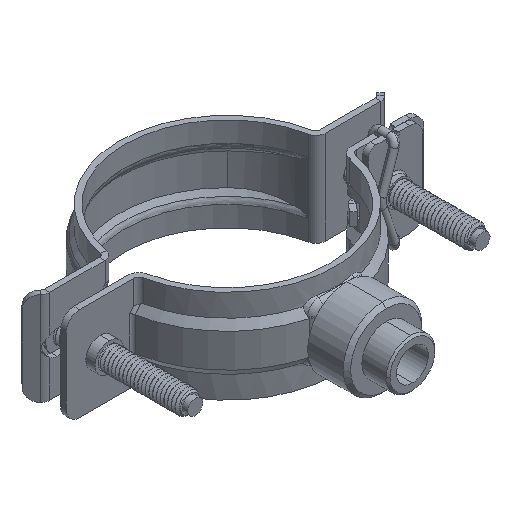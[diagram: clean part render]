
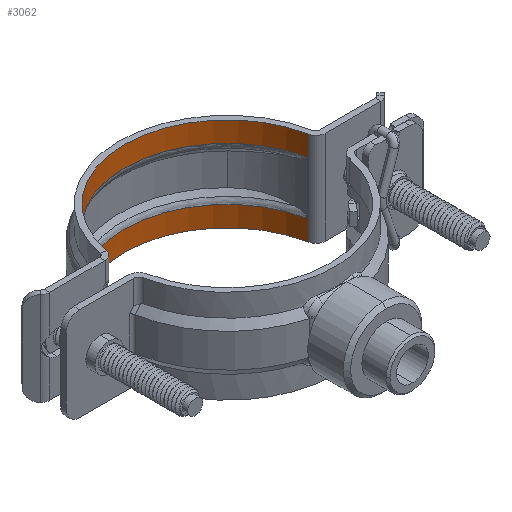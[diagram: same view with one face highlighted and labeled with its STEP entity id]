
A CAD part, isometric view. The second image highlights one B-rep face of the part: STEP entity #3062.
In plain terms, the highlighted cylindrical face has radius 27.5 mm (diameter 55 mm), a partial arc.
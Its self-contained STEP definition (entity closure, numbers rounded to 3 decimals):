
#261 = EDGE_CURVE ( 'NONE', #29624, #4625, #30404, .T. ) ;
#490 = DIRECTION ( 'NONE',  ( 0., 0., -1. ) ) ;
#1590 = CARTESIAN_POINT ( 'NONE',  ( 0., 0., -7.083 ) ) ;
#2700 = EDGE_CURVE ( 'NONE', #29624, #17898, #19466, .T. ) ;
#2850 = CARTESIAN_POINT ( 'NONE',  ( 26.944, 5.5, 0. ) ) ;
#2897 = CARTESIAN_POINT ( 'NONE',  ( -26.99, 5.271, -12.5 ) ) ;
#3062 = ADVANCED_FACE ( 'NONE', ( #8315 ), #8142, .F. ) ;
#3821 = CARTESIAN_POINT ( 'NONE',  ( -26.99, 5.271, -12.5 ) ) ;
#3890 = DIRECTION ( 'NONE',  ( 0., 0., 1. ) ) ;
#4239 = LINE ( 'NONE', #30084, #7561 ) ;
#4563 = ORIENTED_EDGE ( 'NONE', *, *, #10857, .T. ) ;
#4625 = VERTEX_POINT ( 'NONE', #12721 ) ;
#5809 = VERTEX_POINT ( 'NONE', #17922 ) ;
#6113 = VERTEX_POINT ( 'NONE', #33354 ) ;
#6763 = EDGE_LOOP ( 'NONE', ( #21802, #4563, #9940, #17657, #12679, #20409, #25268, #23443 ) ) ;
#6839 = VERTEX_POINT ( 'NONE', #30121 ) ;
#6872 = CARTESIAN_POINT ( 'NONE',  ( -26.99, 5.271, 7.083 ) ) ;
#7427 = CIRCLE ( 'NONE', #32414, 27.5 ) ;
#7561 = VECTOR ( 'NONE', #16373, 1000. ) ;
#8142 = CYLINDRICAL_SURFACE ( 'NONE', #17169, 27.5 ) ;
#8315 = FACE_OUTER_BOUND ( 'NONE', #6763, .T. ) ;
#9269 = VERTEX_POINT ( 'NONE', #14252 ) ;
#9940 = ORIENTED_EDGE ( 'NONE', *, *, #22783, .F. ) ;
#10509 = DIRECTION ( 'NONE',  ( 1., 0., 0. ) ) ;
#10857 = EDGE_CURVE ( 'NONE', #5809, #6839, #7427, .T. ) ;
#12315 = LINE ( 'NONE', #12804, #13009 ) ;
#12679 = ORIENTED_EDGE ( 'NONE', *, *, #23014, .T. ) ;
#12721 = CARTESIAN_POINT ( 'NONE',  ( 26.944, 5.5, 7.083 ) ) ;
#12804 = CARTESIAN_POINT ( 'NONE',  ( -26.99, 5.271, -12.5 ) ) ;
#13009 = VECTOR ( 'NONE', #28281, 1000. ) ;
#13513 = EDGE_CURVE ( 'NONE', #4625, #5809, #26160, .T. ) ;
#14123 = AXIS2_PLACEMENT_3D ( 'NONE', #28152, #33432, #14723 ) ;
#14205 = DIRECTION ( 'NONE',  ( 0., 0., 1. ) ) ;
#14252 = CARTESIAN_POINT ( 'NONE',  ( 26.99, 5.271, -12.5 ) ) ;
#14723 = DIRECTION ( 'NONE',  ( 1., 0., 0. ) ) ;
#15161 = AXIS2_PLACEMENT_3D ( 'NONE', #24799, #3890, #22245 ) ;
#15624 = DIRECTION ( 'NONE',  ( 1., 0., 0. ) ) ;
#16373 = DIRECTION ( 'NONE',  ( 0., 0., 1. ) ) ;
#17169 = AXIS2_PLACEMENT_3D ( 'NONE', #30942, #20725, #15624 ) ;
#17359 = AXIS2_PLACEMENT_3D ( 'NONE', #25496, #17671, #10509 ) ;
#17657 = ORIENTED_EDGE ( 'NONE', *, *, #19146, .F. ) ;
#17671 = DIRECTION ( 'NONE',  ( 0., 0., -1. ) ) ;
#17898 = VERTEX_POINT ( 'NONE', #28962 ) ;
#17922 = CARTESIAN_POINT ( 'NONE',  ( 26.944, 5.5, -7.083 ) ) ;
#19146 = EDGE_CURVE ( 'NONE', #9269, #29424, #21146, .T. ) ;
#19466 = LINE ( 'NONE', #3821, #25328 ) ;
#20409 = ORIENTED_EDGE ( 'NONE', *, *, #23200, .F. ) ;
#20725 = DIRECTION ( 'NONE',  ( 0., 0., 1. ) ) ;
#21146 = CIRCLE ( 'NONE', #15161, 27.5 ) ;
#21802 = ORIENTED_EDGE ( 'NONE', *, *, #13513, .T. ) ;
#22245 = DIRECTION ( 'NONE',  ( 1., 0., 0. ) ) ;
#22783 = EDGE_CURVE ( 'NONE', #29424, #6839, #12315, .T. ) ;
#23014 = EDGE_CURVE ( 'NONE', #9269, #6113, #4239, .T. ) ;
#23200 = EDGE_CURVE ( 'NONE', #17898, #6113, #32038, .T. ) ;
#23443 = ORIENTED_EDGE ( 'NONE', *, *, #261, .T. ) ;
#24799 = CARTESIAN_POINT ( 'NONE',  ( 0., 0., -12.5 ) ) ;
#24881 = DIRECTION ( 'NONE',  ( 0., 0., 1. ) ) ;
#25268 = ORIENTED_EDGE ( 'NONE', *, *, #2700, .F. ) ;
#25328 = VECTOR ( 'NONE', #14205, 1000. ) ;
#25496 = CARTESIAN_POINT ( 'NONE',  ( 0., 0., 12.5 ) ) ;
#26160 = LINE ( 'NONE', #2850, #32411 ) ;
#28152 = CARTESIAN_POINT ( 'NONE',  ( 0., 0., 7.083 ) ) ;
#28281 = DIRECTION ( 'NONE',  ( 0., 0., 1. ) ) ;
#28962 = CARTESIAN_POINT ( 'NONE',  ( -26.99, 5.271, 12.5 ) ) ;
#29424 = VERTEX_POINT ( 'NONE', #2897 ) ;
#29624 = VERTEX_POINT ( 'NONE', #6872 ) ;
#30084 = CARTESIAN_POINT ( 'NONE',  ( 26.99, 5.271, -12.5 ) ) ;
#30121 = CARTESIAN_POINT ( 'NONE',  ( -26.99, 5.271, -7.083 ) ) ;
#30322 = DIRECTION ( 'NONE',  ( 1., 0., 0. ) ) ;
#30404 = CIRCLE ( 'NONE', #14123, 27.5 ) ;
#30942 = CARTESIAN_POINT ( 'NONE',  ( 0., 0., -82.318 ) ) ;
#32038 = CIRCLE ( 'NONE', #17359, 27.5 ) ;
#32411 = VECTOR ( 'NONE', #490, 1000. ) ;
#32414 = AXIS2_PLACEMENT_3D ( 'NONE', #1590, #24881, #30322 ) ;
#33354 = CARTESIAN_POINT ( 'NONE',  ( 26.99, 5.271, 12.5 ) ) ;
#33432 = DIRECTION ( 'NONE',  ( 0., 0., -1. ) ) ;
